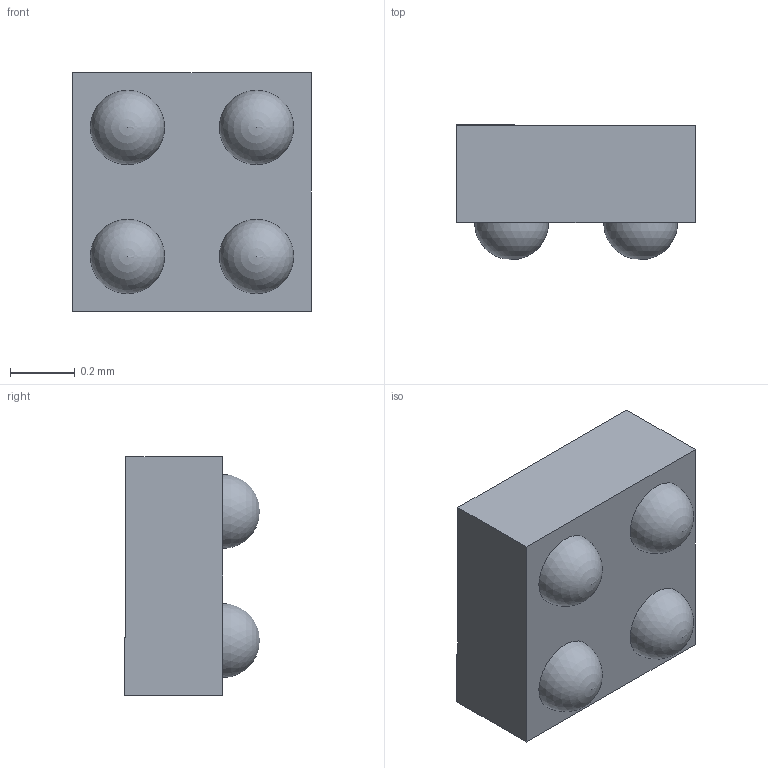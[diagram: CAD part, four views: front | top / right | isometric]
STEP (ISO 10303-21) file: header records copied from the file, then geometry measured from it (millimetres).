
FILE_DESCRIPTION (( 'STEP AP214' ), '1' );
FILE_NAME ('8E375EB3-7C43-4352-B40A-74008C92461B.STEP', '2023-04-06T15:10:33', ( '' ), ( '' ), 'SwSTEP 2.0', 'SolidWorks 2022', '' );
FILE_SCHEMA (( 'AUTOMOTIVE_DESIGN' ));
Length unit declared in the file: millimetre
Products named in the file (1): 8E375EB3-7C43-4352-B40A-74008C92461B
Bounding box: 0.74 x 0.42 x 0.74 mm (x, y, z)
Volume: 0.2 mm3; surface area: 2.2 mm2
Topology: 1 solids, 1 shells, 13 faces, 41 edges, 30 vertices
Faces by surface type: plane 9, sphere 4
Entity records: 552 total; most frequent: CARTESIAN_POINT 65, DIRECTION 65, ORIENTED_EDGE 58, EDGE_CURVE 29, AXIS2_PLACEMENT_3D 22, VERTEX_POINT 22, LINE 21, VECTOR 21
